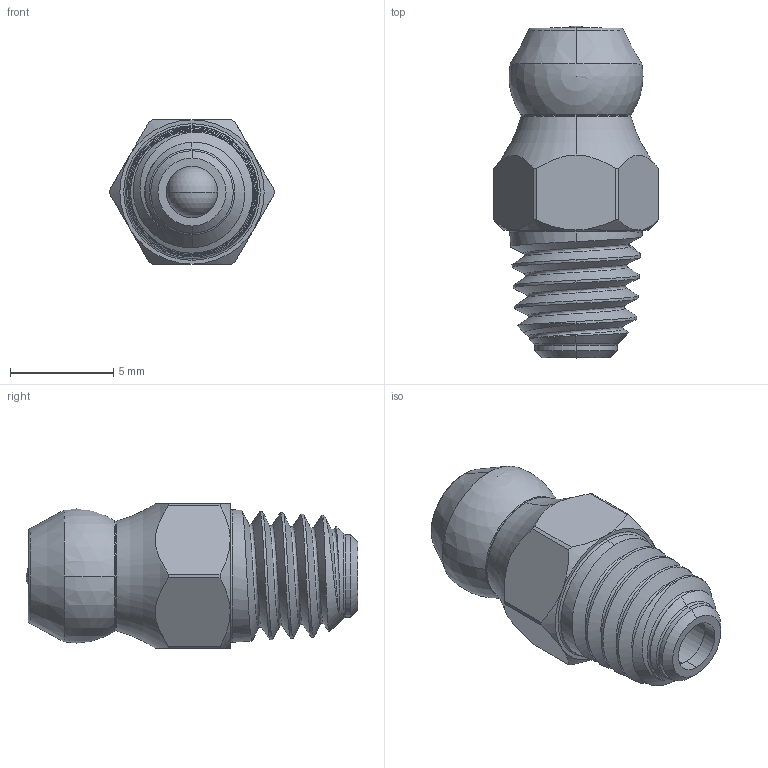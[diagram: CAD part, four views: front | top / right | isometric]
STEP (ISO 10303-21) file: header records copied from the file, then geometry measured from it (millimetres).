
FILE_DESCRIPTION (( 'STEP AP214' ), '1' );
FILE_NAME ('Grease Nipple A M6x1.00.STEP', '2018-04-07T06:37:02', ( '' ), ( '' ), 'SwSTEP 2.0', 'SolidWorks 2017', '' );
FILE_SCHEMA (( 'AUTOMOTIVE_DESIGN' ));
Length unit declared in the file: millimetre
Products named in the file (3): Steel Ball_O 2.50; Grease Nipple A_A M6x1.00; Grease Nipple A M6x1.00
Assembly tree (2 placements, depth 2):
  Grease Nipple A M6x1.00
    Grease Nipple A_A M6x1.00
    Steel Ball_O 2.50
Bounding box: 7.98 x 16.1 x 7 mm (x, y, z)
Volume: 362.6 mm3; surface area: 569.6 mm2
Topology: 2 solids, 2 shells, 70 faces, 182 edges, 114 vertices
Faces by surface type: cone 24, cylinder 15, torus 12, plane 12, sphere 4, bspline 3
Entity records: 4176 total; most frequent: CARTESIAN_POINT 2462, ORIENTED_EDGE 344, DIRECTION 340, EDGE_CURVE 172, AXIS2_PLACEMENT_3D 149, VERTEX_POINT 108, CIRCLE 77, EDGE_LOOP 74
